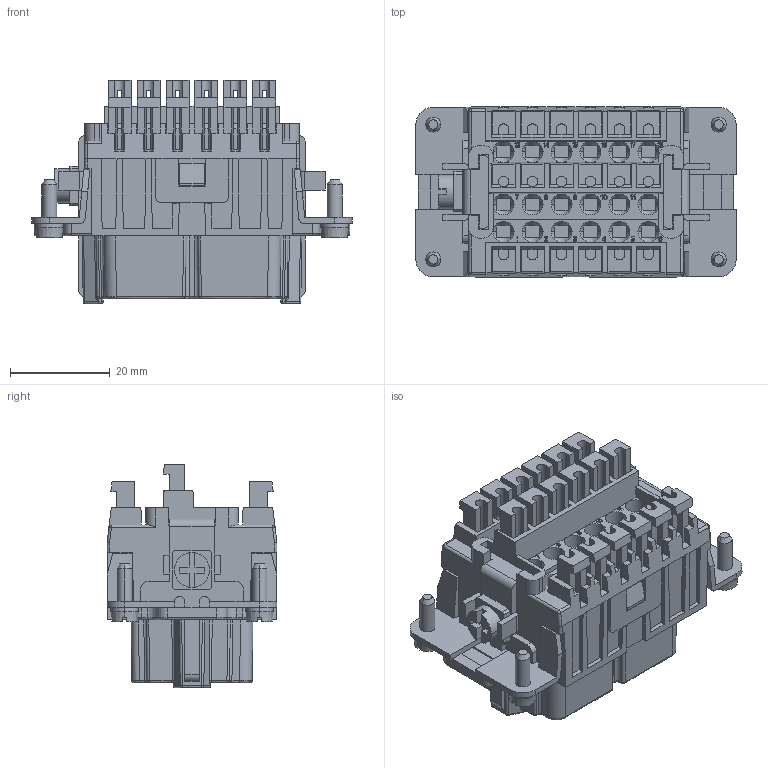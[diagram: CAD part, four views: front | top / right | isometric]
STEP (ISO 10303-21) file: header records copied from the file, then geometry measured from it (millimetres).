
FILE_DESCRIPTION(('Creo Elements/Direct Modeling STEP Export'),'2;1');
FILE_NAME('0lndrr043b74ggo2516','2016-06-22T14:18:04',(''),(''),'PTC Creo Elements/Direct Modeling STEP processor for AP214 (Solid Model)','PTC Creo Elements/Direct Modeling 19.0B 21-Mar-2015 (C) Parametric Technology GmbH','');
FILE_SCHEMA(('AUTOMOTIVE_DESIGN { 1 0 10303 214 1 1 1 1 }'));
Products named in the file (2): CDSHF_18
Assembly tree (1 placements, depth 2):
  CDSHF_18
    CDSHF_18
Bounding box: 64.1 x 34 x 44.8 mm (x, y, z)
Volume: 41368.7 mm3; surface area: 22522.4 mm2
Topology: 1 solids, 1 shells, 2244 faces, 8867 edges, 6776 vertices
Faces by surface type: plane 1520, cylinder 459, cone 88, torus 80, bspline 74, extrusion 15, sphere 8
Entity records: 124398 total; most frequent: CARTESIAN_POINT 32075, ORIENTED_EDGE 17718, DIRECTION 12888, EDGE_CURVE 8859, VECTOR 6826, LINE 6811, VERTEX_POINT 6776, AXIS2_PLACEMENT_3D 3031
